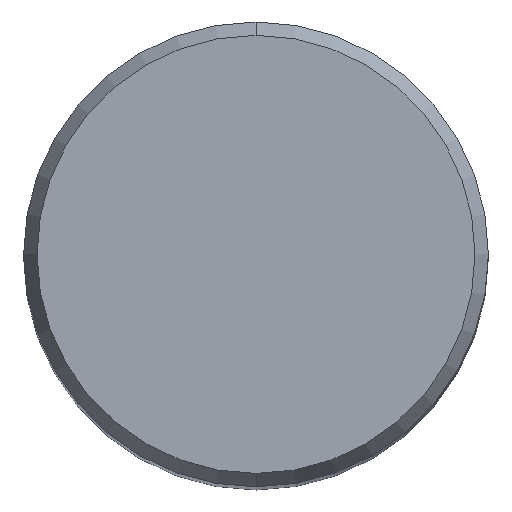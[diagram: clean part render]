
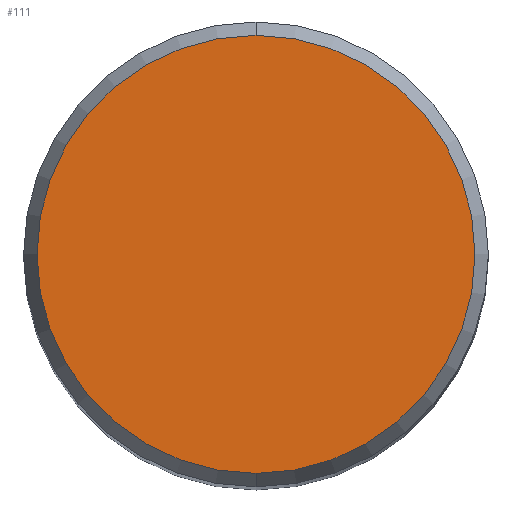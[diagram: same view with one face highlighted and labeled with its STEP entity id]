
A CAD part, top view. The second image highlights one B-rep face of the part: STEP entity #111.
In plain terms, the highlighted planar face has unit normal (0, 0, 1).
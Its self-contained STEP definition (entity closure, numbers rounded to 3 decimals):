
#111=ADVANCED_FACE('',(#263),#264,.T.);
#147=VERTEX_POINT('',#301);
#155=EDGE_CURVE('',#147,#163,#310,.T.);
#163=VERTEX_POINT('',#319);
#179=EDGE_CURVE('',#163,#147,#337,.T.);
#263=FACE_OUTER_BOUND('',#428,.T.);
#264=PLANE('',#429);
#301=CARTESIAN_POINT('',(0.,-7.479,0.0));
#310=CIRCLE('',#493,7.479);
#319=CARTESIAN_POINT('',(0.0,7.479,0.0));
#337=CIRCLE('',#525,7.479);
#428=EDGE_LOOP('',(#618,#619));
#429=AXIS2_PLACEMENT_3D('',#620,#621,#622);
#493=AXIS2_PLACEMENT_3D('',#664,#665,#666);
#525=AXIS2_PLACEMENT_3D('',#698,#699,#700);
#618=ORIENTED_EDGE('',*,*,#179,.F.);
#619=ORIENTED_EDGE('',*,*,#155,.F.);
#620=CARTESIAN_POINT('',(0.0,3.74,0.0));
#621=DIRECTION('',(-0.0,0.0,1.0));
#622=DIRECTION('',(0.0,-1.0,0.0));
#664=CARTESIAN_POINT('',(0.0,0.0,0.0));
#665=DIRECTION('',(0.0,0.0,-1.0));
#666=DIRECTION('',(0.0,1.0,0.0));
#698=CARTESIAN_POINT('',(0.0,0.0,0.0));
#699=DIRECTION('',(0.0,0.0,-1.0));
#700=DIRECTION('',(0.0,1.0,0.0));
